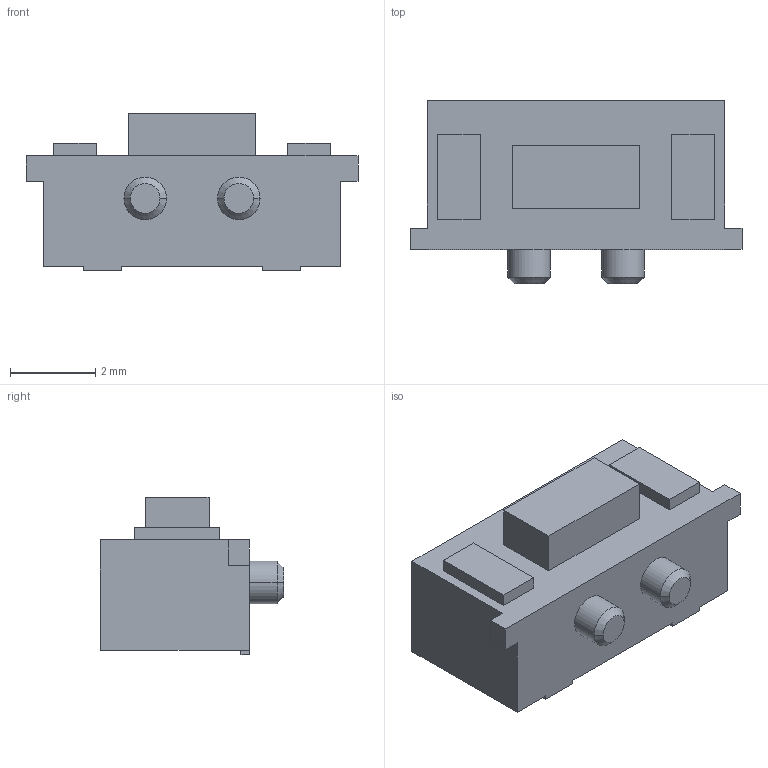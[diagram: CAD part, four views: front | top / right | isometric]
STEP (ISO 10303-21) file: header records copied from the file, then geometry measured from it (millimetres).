
FILE_DESCRIPTION((''),'2;1');
FILE_NAME('GD21TACTSW_3','2012-09-18T',('Administrator'),(''),'PRO/ENGINEER BY PARAMETRIC TECHNOLOGY CORPORATION, 2008230','PRO/ENGINEER BY PARAMETRIC TECHNOLOGY CORPORATION, 2008230','');
FILE_SCHEMA(('AUTOMOTIVE_DESIGN_CC2 { 1 2 10303 214 -1 1 5 2 }'));
Length unit declared in the file: millimetre
Products named in the file (1): GD21TACTSW_3
Bounding box: 7.8 x 4.3 x 3.7 mm (x, y, z)
Volume: 70.9 mm3; surface area: 122.8 mm2
Topology: 1 solids, 1 shells, 45 faces, 112 edges, 76 vertices
Faces by surface type: plane 37, cylinder 4, cone 4
Entity records: 1707 total; most frequent: CARTESIAN_POINT 230, ORIENTED_EDGE 220, DIRECTION 216, PRESENTATION_STYLE_ASSIGNMENT 114, STYLED_ITEM 114, CURVE_STYLE 113, EDGE_CURVE 110, VECTOR 100
